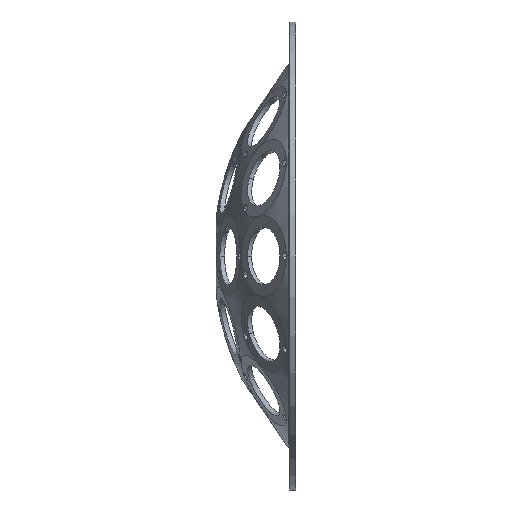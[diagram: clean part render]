
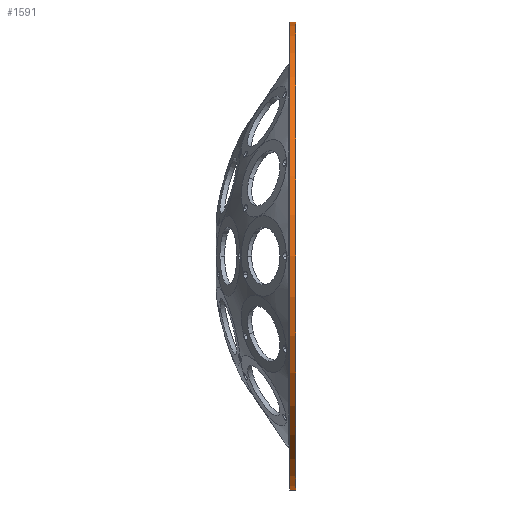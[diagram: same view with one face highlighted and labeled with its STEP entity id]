
A CAD part, left-side view. The second image highlights one B-rep face of the part: STEP entity #1591.
In plain terms, the highlighted cylindrical face has radius 223 mm (diameter 446 mm), a partial arc.
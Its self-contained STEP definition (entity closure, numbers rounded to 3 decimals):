
#220 = AXIS2_PLACEMENT_3D ( 'NONE', #4000, #20364, #20471 ) ;
#942 = EDGE_LOOP ( 'NONE', ( #10688, #18875, #1436, #18797 ) ) ;
#1436 = ORIENTED_EDGE ( 'NONE', *, *, #20005, .T. ) ;
#1591 = ADVANCED_FACE ( 'NONE', ( #7410 ), #8779, .T. ) ;
#1651 = CARTESIAN_POINT ( 'NONE',  ( 0., 189., 0. ) ) ;
#1660 = AXIS2_PLACEMENT_3D ( 'NONE', #1651, #8126, #16007 ) ;
#2456 = CARTESIAN_POINT ( 'NONE',  ( 0., 195., -223. ) ) ;
#2565 = VECTOR ( 'NONE', #7190, 1000. ) ;
#3341 = CARTESIAN_POINT ( 'NONE',  ( 0., 195., 0. ) ) ;
#3879 = EDGE_CURVE ( 'NONE', #18392, #6807, #18437, .T. ) ;
#4000 = CARTESIAN_POINT ( 'NONE',  ( 0., 284.983, 0. ) ) ;
#5405 = CARTESIAN_POINT ( 'NONE',  ( 0., 195., 223. ) ) ;
#6807 = VERTEX_POINT ( 'NONE', #2456 ) ;
#7135 = VERTEX_POINT ( 'NONE', #5405 ) ;
#7190 = DIRECTION ( 'NONE',  ( 0., 1., 0. ) ) ;
#7410 = FACE_OUTER_BOUND ( 'NONE', #942, .T. ) ;
#7494 = AXIS2_PLACEMENT_3D ( 'NONE', #3341, #9934, #13014 ) ;
#8126 = DIRECTION ( 'NONE',  ( 0., 1., 0. ) ) ;
#8779 = CYLINDRICAL_SURFACE ( 'NONE', #220, 223. ) ;
#9742 = CARTESIAN_POINT ( 'NONE',  ( 0., 284.983, 223. ) ) ;
#9934 = DIRECTION ( 'NONE',  ( 0., 1., 0. ) ) ;
#10336 = CARTESIAN_POINT ( 'NONE',  ( 0., 189., 223. ) ) ;
#10688 = ORIENTED_EDGE ( 'NONE', *, *, #3879, .F. ) ;
#11327 = DIRECTION ( 'NONE',  ( 0., 1., 0. ) ) ;
#11521 = EDGE_CURVE ( 'NONE', #18392, #20524, #14225, .T. ) ;
#13014 = DIRECTION ( 'NONE',  ( 0., 0., 1. ) ) ;
#14225 = CIRCLE ( 'NONE', #1660, 223. ) ;
#14419 = EDGE_CURVE ( 'NONE', #6807, #7135, #16635, .T. ) ;
#14731 = LINE ( 'NONE', #9742, #19741 ) ;
#16007 = DIRECTION ( 'NONE',  ( 0., 0., 1. ) ) ;
#16627 = CARTESIAN_POINT ( 'NONE',  ( 0., 189., -223. ) ) ;
#16635 = CIRCLE ( 'NONE', #7494, 223. ) ;
#16853 = CARTESIAN_POINT ( 'NONE',  ( 0., 284.983, -223. ) ) ;
#18392 = VERTEX_POINT ( 'NONE', #16627 ) ;
#18437 = LINE ( 'NONE', #16853, #2565 ) ;
#18797 = ORIENTED_EDGE ( 'NONE', *, *, #14419, .F. ) ;
#18875 = ORIENTED_EDGE ( 'NONE', *, *, #11521, .T. ) ;
#19741 = VECTOR ( 'NONE', #11327, 1000. ) ;
#20005 = EDGE_CURVE ( 'NONE', #20524, #7135, #14731, .T. ) ;
#20364 = DIRECTION ( 'NONE',  ( 0., 1., 0. ) ) ;
#20471 = DIRECTION ( 'NONE',  ( 0., 0., 1. ) ) ;
#20524 = VERTEX_POINT ( 'NONE', #10336 ) ;
